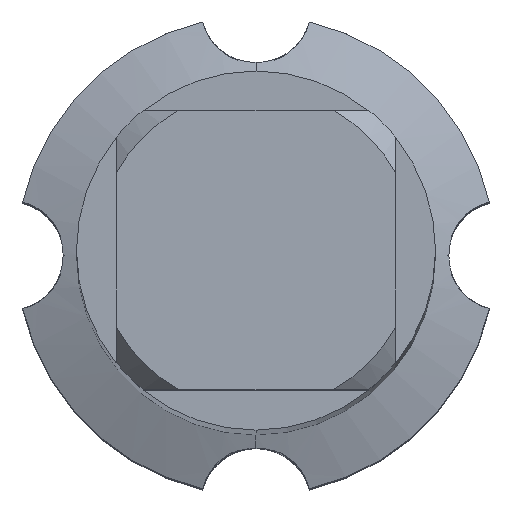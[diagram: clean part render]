
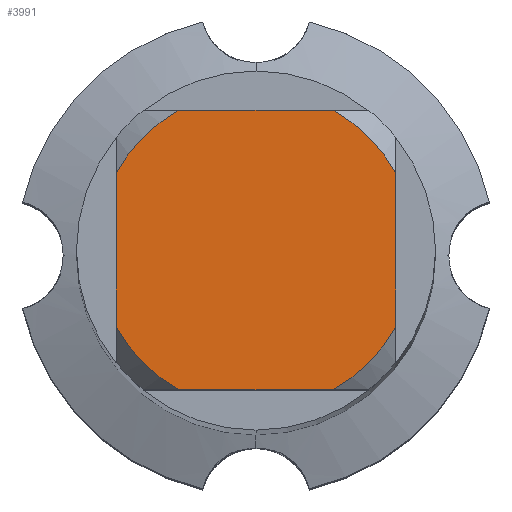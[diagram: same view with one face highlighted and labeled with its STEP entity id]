
A CAD part, top view. The second image highlights one B-rep face of the part: STEP entity #3991.
In plain terms, the highlighted planar face has unit normal (0, 0, 1).
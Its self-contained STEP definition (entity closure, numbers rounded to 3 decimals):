
#1873=EDGE_CURVE('',#2415,#3985,#5264,.T.);
#1883=VERTEX_POINT('',#5275);
#1933=EDGE_CURVE('',#2415,#3887,#5326,.T.);
#2199=VERTEX_POINT('',#5608);
#2415=VERTEX_POINT('',#5839);
#2427=EDGE_CURVE('',#1883,#4337,#5851,.T.);
#2589=EDGE_CURVE('',#1883,#3985,#6029,.T.);
#2717=EDGE_CURVE('',#2199,#4337,#6174,.T.);
#2957=EDGE_CURVE('',#4009,#3887,#6440,.T.);
#3887=VERTEX_POINT('',#7459);
#3955=VERTEX_POINT('',#7527);
#3985=VERTEX_POINT('',#7560);
#3991=ADVANCED_FACE('',(#7566),#7567,.T.);
#4009=VERTEX_POINT('',#7585);
#4337=VERTEX_POINT('',#7935);
#4401=EDGE_CURVE('',#4009,#3955,#8005,.T.);
#4597=EDGE_CURVE('',#2199,#3955,#8223,.T.);
#5264=LINE('',#9073,#9074);
#5275=CARTESIAN_POINT('',(-1.936,-3.5,0.0));
#5326=CIRCLE('',#9204,4.0);
#5608=CARTESIAN_POINT('',(3.5,-1.936,0.0));
#5839=CARTESIAN_POINT('',(-3.5,1.936,0.0));
#5851=LINE('',#10289,#10290);
#6029=CIRCLE('',#10597,4.0);
#6174=CIRCLE('',#10854,4.0);
#6440=LINE('',#11473,#11474);
#7459=CARTESIAN_POINT('',(-1.936,3.5,0.0));
#7527=CARTESIAN_POINT('',(3.5,1.936,0.0));
#7560=CARTESIAN_POINT('',(-3.5,-1.936,0.0));
#7566=FACE_OUTER_BOUND('',#13573,.T.);
#7567=PLANE('',#13574);
#7585=CARTESIAN_POINT('',(1.936,3.5,0.0));
#7935=CARTESIAN_POINT('',(1.936,-3.5,0.0));
#8005=CIRCLE('',#14414,4.0);
#8223=LINE('',#14820,#14821);
#9073=CARTESIAN_POINT('',(-3.5,1.0,0.0));
#9074=VECTOR('',#16145,1.0);
#9204=AXIS2_PLACEMENT_3D('',#16179,#16180,#16181);
#10289=CARTESIAN_POINT('',(0.0,-3.5,0.0));
#10290=VECTOR('',#16579,1.0);
#10597=AXIS2_PLACEMENT_3D('',#16865,#16866,#16867);
#10854=AXIS2_PLACEMENT_3D('',#17161,#17162,#17163);
#11473=CARTESIAN_POINT('',(0.0,3.5,0.0));
#11474=VECTOR('',#17453,1.0);
#13573=EDGE_LOOP('',(#18552,#18553,#18554,#18555,#18556,#18557,#18558,#18559));
#13574=AXIS2_PLACEMENT_3D('',#18560,#18561,#18562);
#14414=AXIS2_PLACEMENT_3D('',#19071,#19072,#19073);
#14820=CARTESIAN_POINT('',(3.5,1.0,0.0));
#14821=VECTOR('',#19332,1.0);
#16145=DIRECTION('',(-0.0,-1.0,0.0));
#16179=CARTESIAN_POINT('',(0.0,0.0,0.0));
#16180=DIRECTION('',(0.0,0.0,-1.0));
#16181=DIRECTION('',(0.0,1.0,0.0));
#16579=DIRECTION('',(1.0,0.0,0.0));
#16865=CARTESIAN_POINT('',(0.0,0.0,0.0));
#16866=DIRECTION('',(0.0,0.0,-1.0));
#16867=DIRECTION('',(0.0,1.0,0.0));
#17161=CARTESIAN_POINT('',(0.0,0.0,0.0));
#17162=DIRECTION('',(0.0,0.0,-1.0));
#17163=DIRECTION('',(0.0,1.0,0.0));
#17453=DIRECTION('',(-1.0,0.0,0.0));
#18552=ORIENTED_EDGE('',*,*,#1873,.T.);
#18553=ORIENTED_EDGE('',*,*,#2589,.F.);
#18554=ORIENTED_EDGE('',*,*,#2427,.T.);
#18555=ORIENTED_EDGE('',*,*,#2717,.F.);
#18556=ORIENTED_EDGE('',*,*,#4597,.T.);
#18557=ORIENTED_EDGE('',*,*,#4401,.F.);
#18558=ORIENTED_EDGE('',*,*,#2957,.T.);
#18559=ORIENTED_EDGE('',*,*,#1933,.F.);
#18560=CARTESIAN_POINT('',(0.0,2.0,0.0));
#18561=DIRECTION('',(-0.0,0.0,1.0));
#18562=DIRECTION('',(0.0,-1.0,0.0));
#19071=CARTESIAN_POINT('',(0.0,0.0,0.0));
#19072=DIRECTION('',(0.0,0.0,-1.0));
#19073=DIRECTION('',(0.0,1.0,0.0));
#19332=DIRECTION('',(-0.0,1.0,0.0));
